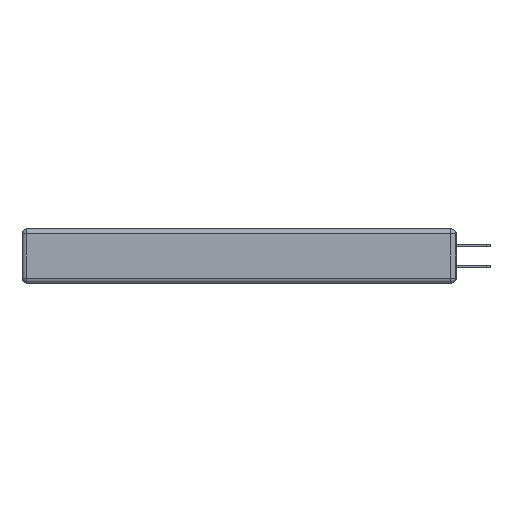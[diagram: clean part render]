
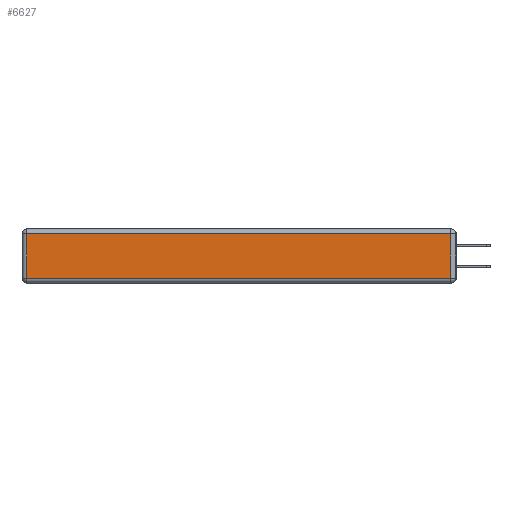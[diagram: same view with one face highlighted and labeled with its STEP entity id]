
A CAD part, left-side view. The second image highlights one B-rep face of the part: STEP entity #6627.
In plain terms, the highlighted planar face has unit normal (-1, 0, 0).
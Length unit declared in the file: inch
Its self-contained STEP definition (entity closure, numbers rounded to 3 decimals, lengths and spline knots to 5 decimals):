
#166 = VECTOR ( 'NONE', #232, 39.37008 ) ;
#232 = DIRECTION ( 'NONE',  ( 0., -1., 0. ) ) ;
#252 = PLANE ( 'NONE',  #10226 ) ;
#963 = VECTOR ( 'NONE', #10556, 39.37008 ) ;
#1032 = CARTESIAN_POINT ( 'NONE',  ( 0., 0.03, -0.03 ) ) ;
#1920 = EDGE_LOOP ( 'NONE', ( #15161, #15660, #7135, #2023 ) ) ;
#2023 = ORIENTED_EDGE ( 'NONE', *, *, #15274, .T. ) ;
#2152 = EDGE_CURVE ( 'NONE', #9568, #12199, #18838, .T. ) ;
#2591 = LINE ( 'NONE', #3365, #166 ) ;
#2938 = CARTESIAN_POINT ( 'NONE',  ( 0., 0.03, -0.313 ) ) ;
#2941 = LINE ( 'NONE', #18433, #17141 ) ;
#3365 = CARTESIAN_POINT ( 'NONE',  ( 0., 0., -0.313 ) ) ;
#3720 = EDGE_CURVE ( 'NONE', #20159, #9568, #2591, .T. ) ;
#5229 = CARTESIAN_POINT ( 'NONE',  ( 0., 2.72, -0.313 ) ) ;
#5541 = VERTEX_POINT ( 'NONE', #5772 ) ;
#5772 = CARTESIAN_POINT ( 'NONE',  ( 0., 2.72, -0.03 ) ) ;
#6627 = ADVANCED_FACE ( 'NONE', ( #8886 ), #252, .T. ) ;
#7135 = ORIENTED_EDGE ( 'NONE', *, *, #17883, .T. ) ;
#8673 = LINE ( 'NONE', #14485, #19239 ) ;
#8886 = FACE_OUTER_BOUND ( 'NONE', #1920, .T. ) ;
#9568 = VERTEX_POINT ( 'NONE', #2938 ) ;
#9659 = CARTESIAN_POINT ( 'NONE',  ( 0., 0., -0.343 ) ) ;
#10226 = AXIS2_PLACEMENT_3D ( 'NONE', #9659, #14184, #11160 ) ;
#10556 = DIRECTION ( 'NONE',  ( 0., 0., 1. ) ) ;
#11160 = DIRECTION ( 'NONE',  ( 0., 0., 1. ) ) ;
#12199 = VERTEX_POINT ( 'NONE', #1032 ) ;
#14043 = DIRECTION ( 'NONE',  ( 0., 0., -1. ) ) ;
#14184 = DIRECTION ( 'NONE',  ( -1., 0., 0. ) ) ;
#14485 = CARTESIAN_POINT ( 'NONE',  ( 0., 2.75, -0.03 ) ) ;
#15161 = ORIENTED_EDGE ( 'NONE', *, *, #3720, .T. ) ;
#15274 = EDGE_CURVE ( 'NONE', #5541, #20159, #2941, .T. ) ;
#15660 = ORIENTED_EDGE ( 'NONE', *, *, #2152, .T. ) ;
#17141 = VECTOR ( 'NONE', #14043, 39.37008 ) ;
#17572 = DIRECTION ( 'NONE',  ( 0., 1., 0. ) ) ;
#17883 = EDGE_CURVE ( 'NONE', #12199, #5541, #8673, .T. ) ;
#18433 = CARTESIAN_POINT ( 'NONE',  ( 0., 2.72, -0.343 ) ) ;
#18838 = LINE ( 'NONE', #19952, #963 ) ;
#19239 = VECTOR ( 'NONE', #17572, 39.37008 ) ;
#19952 = CARTESIAN_POINT ( 'NONE',  ( 0., 0.03, -0.343 ) ) ;
#20159 = VERTEX_POINT ( 'NONE', #5229 ) ;
